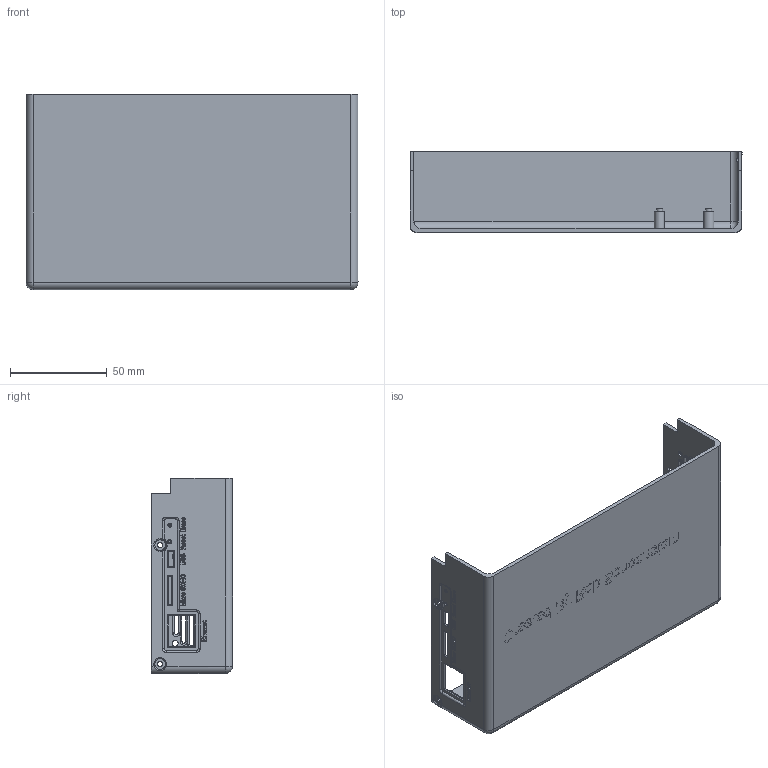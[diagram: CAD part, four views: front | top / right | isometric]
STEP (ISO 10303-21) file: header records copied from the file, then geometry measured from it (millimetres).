
FILE_DESCRIPTION(/* description */ (''),/* implementation_level */ '2;1');
FILE_NAME(/* name */ 'Panel_Frame-Lower.step',/* time_stamp */ '2016-04-02T17:50:46-07:00',/* author */ (''),/* organization */ (''),/* preprocessor_version */ 'ST-DEVELOPER v16.2',/* originating_system */ 'Autodesk Translation Framework v4.3.0.3010',/* authorisation */ '');
FILE_SCHEMA (('AUTOMOTIVE_DESIGN { 1 0 10303 214 3 1 1 }'));
Products named in the file (1): Panel_Frame-Lower v1
Bounding box: 171.75 x 42 x 101 mm (x, y, z)
Volume: 61765.7 mm3; surface area: 65199.6 mm2
Topology: 1 solids, 25 shells, 1536 faces, 4149 edges, 2702 vertices
Faces by surface type: bspline 807, plane 470, cylinder 147, torus 106, sphere 4, cone 2
Full cylindrical faces by diameter (mm): 1 x2, 2.667 x6, 3 x8, 3.1 x2, 4 x8, 5.25 x2, 5.5 x2
Entity records: 56435 total; most frequent: CARTESIAN_POINT 23278, ORIENTED_EDGE 8188, DIRECTION 4346, EDGE_CURVE 4094, VERTEX_POINT 2693, LINE 2016, VECTOR 2016, EDGE_LOOP 1703
